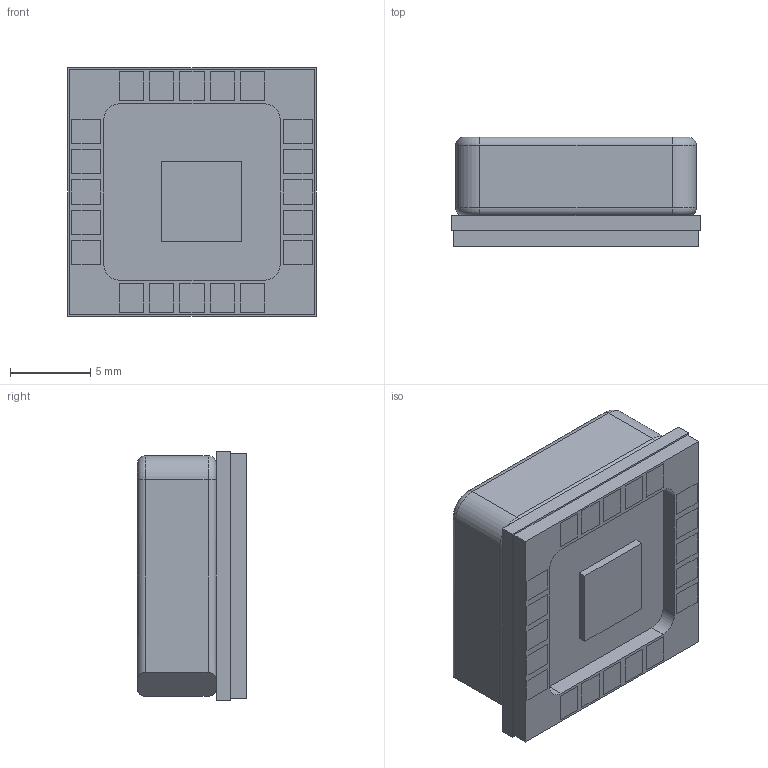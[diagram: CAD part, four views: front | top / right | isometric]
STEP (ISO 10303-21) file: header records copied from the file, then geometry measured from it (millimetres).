
FILE_DESCRIPTION (( 'STEP AP214' ), '1' );
FILE_NAME ('SAM-M8Q-0-10.STEP', '2021-09-12T01:19:56', ( '' ), ( '' ), 'SwSTEP 2.0', 'SolidWorks 2017', '' );
FILE_SCHEMA (( 'AUTOMOTIVE_DESIGN' ));
Length unit declared in the file: millimetre
Products named in the file (1): SAM-M8Q-0-10
Bounding box: 15.5 x 6.8 x 15.5 mm (x, y, z)
Volume: 1426.7 mm3; surface area: 2150.9 mm2
Topology: 26 solids, 26 shells, 279 faces, 660 edges, 436 vertices
Faces by surface type: plane 254, cylinder 19, torus 6
Entity records: 8225 total; most frequent: CARTESIAN_POINT 1388, ORIENTED_EDGE 1320, DIRECTION 1256, EDGE_CURVE 660, VECTOR 616, LINE 616, VERTEX_POINT 436, EDGE_LOOP 326
